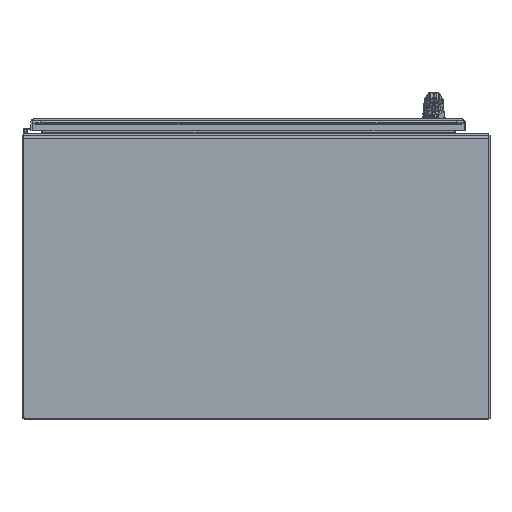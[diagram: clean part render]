
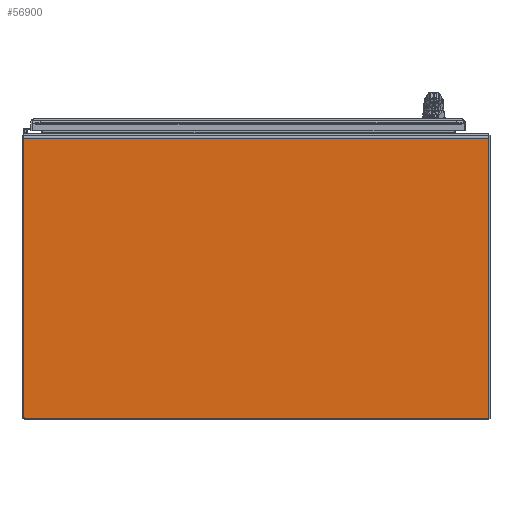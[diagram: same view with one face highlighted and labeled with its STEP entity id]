
A CAD part, front view. The second image highlights one B-rep face of the part: STEP entity #56900.
In plain terms, the highlighted face is planar.
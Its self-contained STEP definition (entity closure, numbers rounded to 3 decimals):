
#3035=PLANE('',#61717);
#4489=FACE_OUTER_BOUND('',#7900,.T.);
#7900=EDGE_LOOP('',(#37929,#37930,#37931,#37932));
#14745=LINE('',#85836,#19168);
#14750=LINE('',#85850,#19173);
#14752=LINE('',#85855,#19175);
#14754=LINE('',#85859,#19177);
#19168=VECTOR('',#68546,0.394);
#19173=VECTOR('',#68557,0.394);
#19175=VECTOR('',#68565,0.394);
#19177=VECTOR('',#68571,0.394);
#23539=VERTEX_POINT('',#85833);
#23540=VERTEX_POINT('',#85835);
#23545=VERTEX_POINT('',#85847);
#23546=VERTEX_POINT('',#85849);
#29036=EDGE_CURVE('',#23539,#23540,#14745,.T.);
#29043=EDGE_CURVE('',#23545,#23546,#14750,.T.);
#29046=EDGE_CURVE('',#23539,#23546,#14752,.T.);
#29048=EDGE_CURVE('',#23540,#23545,#14754,.T.);
#37929=ORIENTED_EDGE('',*,*,#29046,.T.);
#37930=ORIENTED_EDGE('',*,*,#29043,.F.);
#37931=ORIENTED_EDGE('',*,*,#29048,.F.);
#37932=ORIENTED_EDGE('',*,*,#29036,.F.);
#56900=ADVANCED_FACE('',(#4489),#3035,.F.);
#61717=AXIS2_PLACEMENT_3D('',#85860,#68572,#68573);
#68546=DIRECTION('',(0.,-1.,0.));
#68557=DIRECTION('',(0.,1.,0.));
#68565=DIRECTION('',(1.,0.,0.));
#68571=DIRECTION('',(1.,0.,0.));
#68572=DIRECTION('center_axis',(0.,0.,1.));
#68573=DIRECTION('ref_axis',(1.,0.,0.));
#85833=CARTESIAN_POINT('',(0.,23.667,0.));
#85835=CARTESIAN_POINT('',(0.,0.,0.));
#85836=CARTESIAN_POINT('',(0.,23.917,0.));
#85847=CARTESIAN_POINT('',(39.292,0.,0.));
#85849=CARTESIAN_POINT('',(39.292,23.667,0.));
#85850=CARTESIAN_POINT('',(39.292,0.,0.));
#85855=CARTESIAN_POINT('',(9.823,23.667,0.));
#85859=CARTESIAN_POINT('',(0.,0.,0.));
#85860=CARTESIAN_POINT('Origin',(19.646,11.959,0.));
